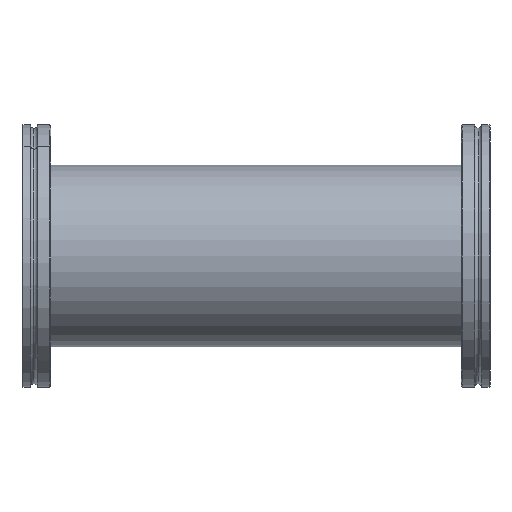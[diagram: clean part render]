
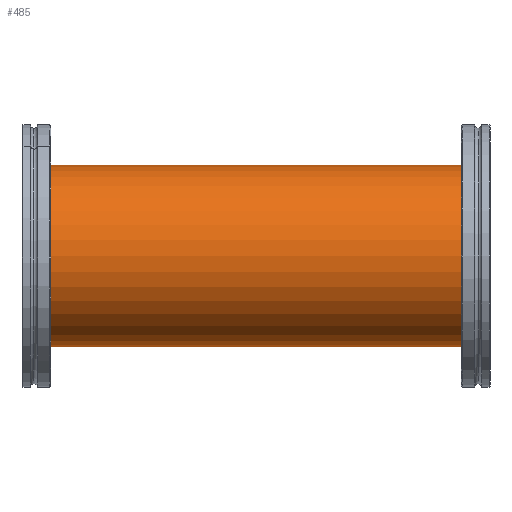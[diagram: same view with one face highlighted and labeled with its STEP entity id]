
A CAD part, left-side view. The second image highlights one B-rep face of the part: STEP entity #485.
In plain terms, the highlighted cylindrical face has radius 38.05 mm (diameter 76.1 mm), a partial arc.
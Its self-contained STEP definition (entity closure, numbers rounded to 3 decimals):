
#57 = CARTESIAN_POINT ( 'NONE',  ( 0., 183., 38.05 ) ) ;
#111 = VERTEX_POINT ( 'NONE', #208 ) ;
#116 = DIRECTION ( 'NONE',  ( 0., 0., 1. ) ) ;
#120 = DIRECTION ( 'NONE',  ( 0., 1., 0. ) ) ;
#121 = AXIS2_PLACEMENT_3D ( 'NONE', #664, #688, #714 ) ;
#129 = CARTESIAN_POINT ( 'NONE',  ( 0., 0., 0. ) ) ;
#155 = ORIENTED_EDGE ( 'NONE', *, *, #443, .F. ) ;
#174 = VECTOR ( 'NONE', #706, 1000. ) ;
#182 = AXIS2_PLACEMENT_3D ( 'NONE', #758, #754, #749 ) ;
#201 = VECTOR ( 'NONE', #1134, 1000. ) ;
#208 = CARTESIAN_POINT ( 'NONE',  ( 0., 0., -38.05 ) ) ;
#223 = VERTEX_POINT ( 'NONE', #414 ) ;
#239 = CIRCLE ( 'NONE', #453, 38.05 ) ;
#254 = EDGE_CURVE ( 'NONE', #111, #793, #239, .T. ) ;
#294 = EDGE_CURVE ( 'NONE', #761, #793, #1070, .T. ) ;
#405 = FACE_OUTER_BOUND ( 'NONE', #437, .T. ) ;
#414 = CARTESIAN_POINT ( 'NONE',  ( 0., 183., -38.05 ) ) ;
#437 = EDGE_LOOP ( 'NONE', ( #800, #155, #817, #653 ) ) ;
#443 = EDGE_CURVE ( 'NONE', #223, #761, #1124, .T. ) ;
#453 = AXIS2_PLACEMENT_3D ( 'NONE', #129, #120, #116 ) ;
#468 = EDGE_CURVE ( 'NONE', #223, #111, #922, .T. ) ;
#485 = ADVANCED_FACE ( 'NONE', ( #405 ), #713, .T. ) ;
#653 = ORIENTED_EDGE ( 'NONE', *, *, #254, .T. ) ;
#664 = CARTESIAN_POINT ( 'NONE',  ( 0., 183., 0. ) ) ;
#688 = DIRECTION ( 'NONE',  ( 0., -1., 0. ) ) ;
#706 = DIRECTION ( 'NONE',  ( 0., -1., 0. ) ) ;
#713 = CYLINDRICAL_SURFACE ( 'NONE', #121, 38.05 ) ;
#714 = DIRECTION ( 'NONE',  ( 0., 0., -1. ) ) ;
#736 = CARTESIAN_POINT ( 'NONE',  ( 0., 183., -38.05 ) ) ;
#749 = DIRECTION ( 'NONE',  ( 0., 0., 1. ) ) ;
#754 = DIRECTION ( 'NONE',  ( 0., 1., 0. ) ) ;
#758 = CARTESIAN_POINT ( 'NONE',  ( 0., 183., 0. ) ) ;
#761 = VERTEX_POINT ( 'NONE', #57 ) ;
#793 = VERTEX_POINT ( 'NONE', #998 ) ;
#800 = ORIENTED_EDGE ( 'NONE', *, *, #294, .F. ) ;
#817 = ORIENTED_EDGE ( 'NONE', *, *, #468, .T. ) ;
#922 = LINE ( 'NONE', #736, #174 ) ;
#998 = CARTESIAN_POINT ( 'NONE',  ( 0., 0., 38.05 ) ) ;
#1070 = LINE ( 'NONE', #1075, #201 ) ;
#1075 = CARTESIAN_POINT ( 'NONE',  ( 0., 183., 38.05 ) ) ;
#1124 = CIRCLE ( 'NONE', #182, 38.05 ) ;
#1134 = DIRECTION ( 'NONE',  ( 0., -1., 0. ) ) ;
